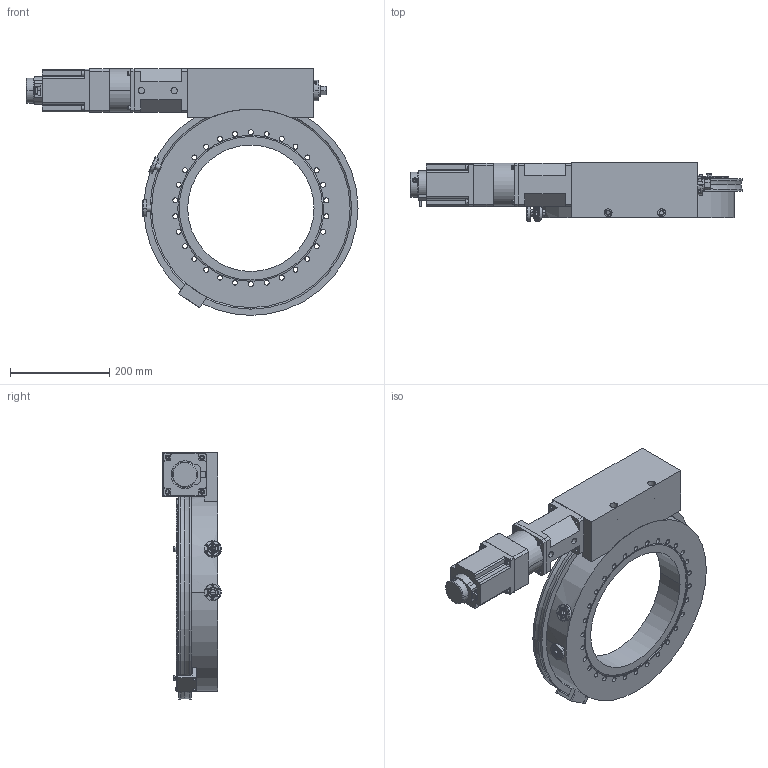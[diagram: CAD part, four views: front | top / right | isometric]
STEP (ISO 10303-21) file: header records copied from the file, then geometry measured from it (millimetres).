
FILE_DESCRIPTION (( 'STEP AP214' ), '1' );
FILE_NAME ('SLO-EX, RNN-1000_MS-LH_EDR.STEP', '2020-09-24T22:13:08', ( '' ), ( '' ), 'SwSTEP 2.0', 'SolidWorks 2010', '' );
FILE_SCHEMA (( 'AUTOMOTIVE_DESIGN' ));
Length unit declared in the file: inch
Products named in the file (1): SLO-EX, RNN-1000_MS-LH_EDR
Bounding box: 669.07 x 117.53 x 497.42 mm (x, y, z)
Surface area: 856445.6 mm2 (no closed solid volume)
Topology: 0 solids, 64 shells, 717 faces, 3027 edges, 2283 vertices
Faces by surface type: cylinder 357, plane 280, cone 60, torus 12, sphere 4, bspline 4
Entity records: 44288 total; most frequent: CARTESIAN_POINT 9838, DIRECTION 5368, ORIENTED_EDGE 4504, EDGE_CURVE 3019, VERTEX_POINT 2283, AXIS2_PLACEMENT_3D 1884, LINE 1600, VECTOR 1600
